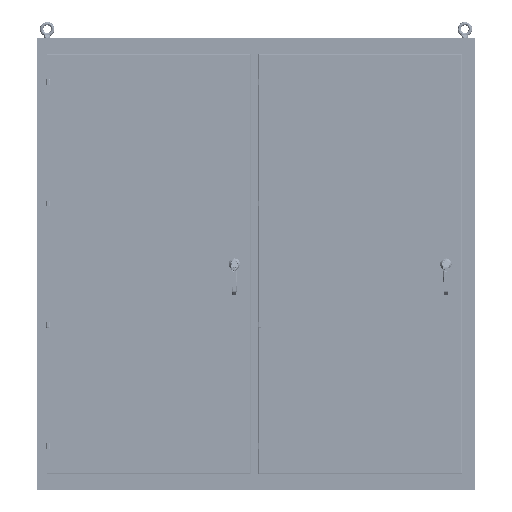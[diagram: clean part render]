
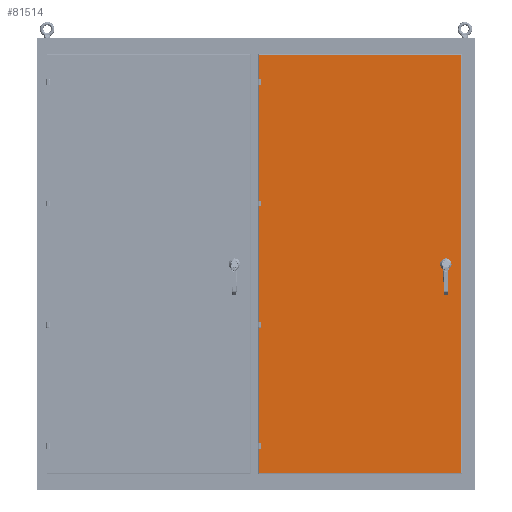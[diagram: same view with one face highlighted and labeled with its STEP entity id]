
A CAD part, top view. The second image highlights one B-rep face of the part: STEP entity #81514.
In plain terms, the highlighted planar face has unit normal (0, 0, 1).
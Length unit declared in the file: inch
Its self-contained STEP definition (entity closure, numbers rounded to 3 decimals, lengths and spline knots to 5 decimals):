
#2981 = CARTESIAN_POINT ( 'NONE',  ( 18.4688, 37.1122, 10.058 ) ) ;
#10412 = ORIENTED_EDGE ( 'NONE', *, *, #411624, .F. ) ;
#13075 = DIRECTION ( 'NONE',  ( -1., 0., 0. ) ) ;
#33000 = DIRECTION ( 'NONE',  ( -1., 0., 0. ) ) ;
#46650 = LINE ( 'NONE', #173249, #189351 ) ;
#50591 = LINE ( 'NONE', #157384, #130537 ) ;
#66238 = ORIENTED_EDGE ( 'NONE', *, *, #114484, .F. ) ;
#81514 = ADVANCED_FACE ( 'NONE', ( #417691, #331884 ), #168163, .F. ) ;
#110607 = VERTEX_POINT ( 'NONE', #376716 ) ;
#114484 = EDGE_CURVE ( 'NONE', #161136, #415556, #50591, .T. ) ;
#118824 = DIRECTION ( 'NONE',  ( 0., 0., -1. ) ) ;
#119616 = ORIENTED_EDGE ( 'NONE', *, *, #246244, .F. ) ;
#130537 = VECTOR ( 'NONE', #185853, 39.37008 ) ;
#136974 = VERTEX_POINT ( 'NONE', #243370 ) ;
#141453 = AXIS2_PLACEMENT_3D ( 'NONE', #197635, #330716, #232498 ) ;
#157384 = CARTESIAN_POINT ( 'NONE',  ( 36.4247, 0., 10.058 ) ) ;
#157540 = VERTEX_POINT ( 'NONE', #165792 ) ;
#161136 = VERTEX_POINT ( 'NONE', #406842 ) ;
#165792 = CARTESIAN_POINT ( 'NONE',  ( 0.51289, -37.1122, 10.058 ) ) ;
#168163 = PLANE ( 'NONE',  #246511 ) ;
#173249 = CARTESIAN_POINT ( 'NONE',  ( 0.51289, 0., 10.058 ) ) ;
#185853 = DIRECTION ( 'NONE',  ( 0., -1., 0. ) ) ;
#189351 = VECTOR ( 'NONE', #308457, 39.37008 ) ;
#195114 = LINE ( 'NONE', #2981, #370252 ) ;
#197635 = CARTESIAN_POINT ( 'NONE',  ( 33.65699, 0., 10.058 ) ) ;
#209841 = EDGE_LOOP ( 'NONE', ( #119616, #66238, #288185, #287417 ) ) ;
#215306 = EDGE_CURVE ( 'NONE', #157540, #136974, #46650, .T. ) ;
#232498 = DIRECTION ( 'NONE',  ( 1., 0., 0. ) ) ;
#243370 = CARTESIAN_POINT ( 'NONE',  ( 0.51289, 37.1122, 10.058 ) ) ;
#246244 = EDGE_CURVE ( 'NONE', #415556, #157540, #407961, .T. ) ;
#246511 = AXIS2_PLACEMENT_3D ( 'NONE', #395138, #118824, #33000 ) ;
#265029 = EDGE_LOOP ( 'NONE', ( #10412 ) ) ;
#270723 = CARTESIAN_POINT ( 'NONE',  ( 36.4247, -37.1122, 10.058 ) ) ;
#283517 = CARTESIAN_POINT ( 'NONE',  ( 18.4688, -37.1122, 10.058 ) ) ;
#287417 = ORIENTED_EDGE ( 'NONE', *, *, #215306, .F. ) ;
#288185 = ORIENTED_EDGE ( 'NONE', *, *, #430968, .F. ) ;
#308457 = DIRECTION ( 'NONE',  ( 0., 1., 0. ) ) ;
#330716 = DIRECTION ( 'NONE',  ( 0., 0., 1. ) ) ;
#331884 = FACE_BOUND ( 'NONE', #265029, .T. ) ;
#334621 = DIRECTION ( 'NONE',  ( 1., 0., 0. ) ) ;
#370252 = VECTOR ( 'NONE', #334621, 39.37008 ) ;
#376076 = VECTOR ( 'NONE', #13075, 39.37008 ) ;
#376716 = CARTESIAN_POINT ( 'NONE',  ( 33.87844, 0., 10.058 ) ) ;
#395138 = CARTESIAN_POINT ( 'NONE',  ( 18.4688, 0., 10.058 ) ) ;
#406118 = CIRCLE ( 'NONE', #141453, 0.22146 ) ;
#406842 = CARTESIAN_POINT ( 'NONE',  ( 36.4247, 37.1122, 10.058 ) ) ;
#407961 = LINE ( 'NONE', #283517, #376076 ) ;
#411624 = EDGE_CURVE ( 'NONE', #110607, #110607, #406118, .T. ) ;
#415556 = VERTEX_POINT ( 'NONE', #270723 ) ;
#417691 = FACE_OUTER_BOUND ( 'NONE', #209841, .T. ) ;
#430968 = EDGE_CURVE ( 'NONE', #136974, #161136, #195114, .T. ) ;
